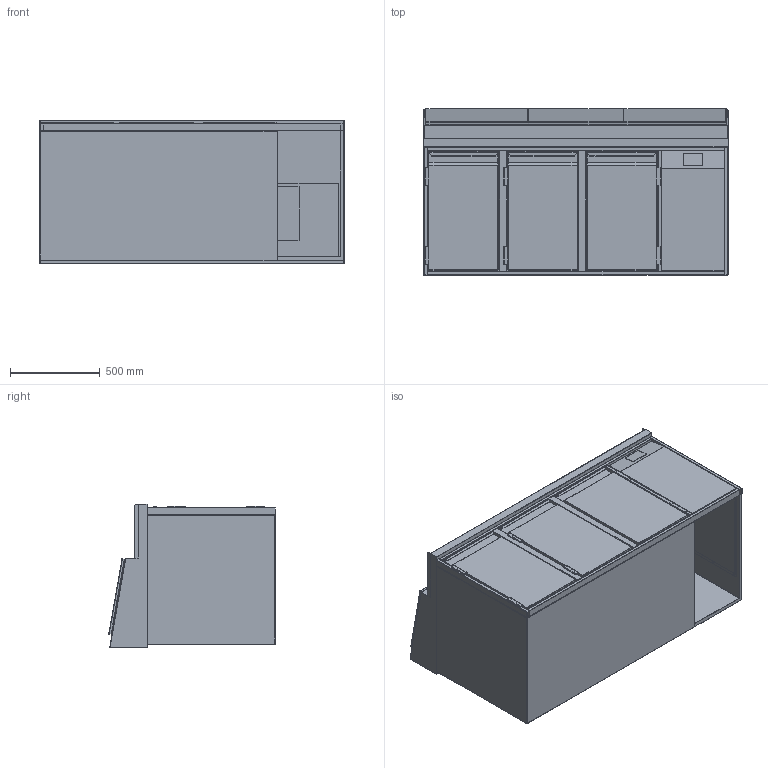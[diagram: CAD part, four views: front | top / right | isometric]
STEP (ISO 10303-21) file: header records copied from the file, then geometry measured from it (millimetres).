
FILE_DESCRIPTION (( 'STEP AP214' ), '1' );
FILE_NAME ('BLUZ-3-71-R-3T-V03_49.step', '2026-02-26T08:03:01', ( '' ), ( '' ), 'SwSTEP 2.0', 'SolidWorks 2023', '' );
FILE_SCHEMA (( 'AUTOMOTIVE_DESIGN' ));
Length unit declared in the file: millimetre
Products named in the file (12): 20-03-43319_G-BL-Einbauelement-Tür-400-660-710-L; 20-03-43318_G-KT-Rahmen-Tür-400-710; 20-03-43319_G-BL-Einbauelement-Tür-400-660-710-R; 21-01-47515_G-BL-FRR-710-1690--1320B-370; 23-10-54633_G-BL-Korpus-1320-760-710-R; BLUZ-3-71-R-3T-V03_49; 20-03-43331_G-KT-Auflage-400-660-mit-Rost; 23-10-54635_Oberplatte-1690-BLU; 24-02-55011_G-BL-Fach-Z-R-370-760-710; 18-06-35404_TUER-385-655-R; 20-03-43331_G-KT-Auflage-400-660-Ohne-Rost; 18-06-35404_TUER-385-655-L
Assembly tree (15 placements, depth 3):
  BLUZ-3-71-R-3T-V03_49
    23-10-54633_G-BL-Korpus-1320-760-710-R
    21-01-47515_G-BL-FRR-710-1690--1320B-370
    24-02-55011_G-BL-Fach-Z-R-370-760-710
    20-03-43319_G-BL-Einbauelement-Tür-400-660-710-L  x2
      20-03-43318_G-KT-Rahmen-Tür-400-710
      18-06-35404_TUER-385-655-L
      20-03-43331_G-KT-Auflage-400-660-Ohne-Rost
      20-03-43331_G-KT-Auflage-400-660-mit-Rost
    20-03-43319_G-BL-Einbauelement-Tür-400-660-710-R
      20-03-43318_G-KT-Rahmen-Tür-400-710
      18-06-35404_TUER-385-655-R
      20-03-43331_G-KT-Auflage-400-660-Ohne-Rost
      20-03-43331_G-KT-Auflage-400-660-mit-Rost
    23-10-54635_Oberplatte-1690-BLU
Bounding box: 1691 x 924.26 x 800 mm (x, y, z)
Volume: 263204674.8 mm3; surface area: 21328215.6 mm2
Topology: 42 solids, 42 shells, 2460 faces, 6530 edges, 4100 vertices
Faces by surface type: cylinder 1531, plane 756, sphere 78, torus 50, bspline 45
Entity records: 39878 total; most frequent: CARTESIAN_POINT 7570, DIRECTION 6902, ORIENTED_EDGE 6366, EDGE_CURVE 3183, AXIS2_PLACEMENT_3D 2573, VERTEX_POINT 1989, LINE 1756, VECTOR 1756
